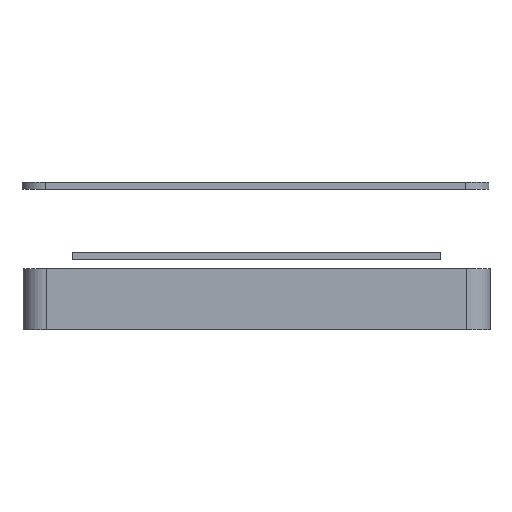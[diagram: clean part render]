
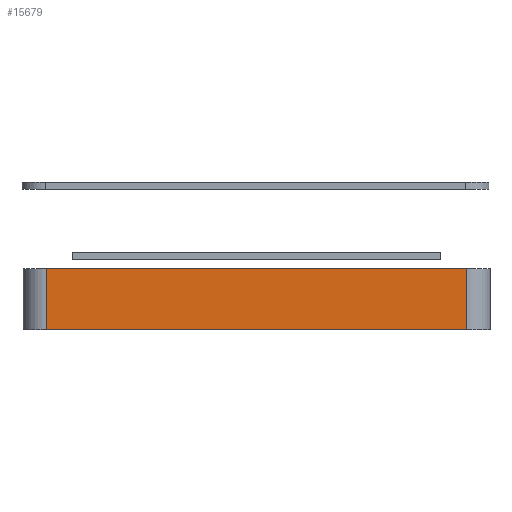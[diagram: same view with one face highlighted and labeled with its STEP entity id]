
A CAD part, front view. The second image highlights one B-rep face of the part: STEP entity #15679.
In plain terms, the highlighted planar face has unit normal (0, -1, 0).
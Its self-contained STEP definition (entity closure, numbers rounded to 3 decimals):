
#1303=FACE_OUTER_BOUND('',#2014,.T.);
#2014=EDGE_LOOP('',(#14309,#14310,#14311,#14312));
#3624=LINE('',#28118,#5317);
#3629=LINE('',#28145,#5322);
#3641=LINE('',#28180,#5334);
#3642=LINE('',#28182,#5335);
#5317=VECTOR('',#19874,10.);
#5322=VECTOR('',#19903,10.);
#5334=VECTOR('',#19931,10.);
#5335=VECTOR('',#19934,10.);
#8103=VERTEX_POINT('',#28115);
#8104=VERTEX_POINT('',#28117);
#8113=VERTEX_POINT('',#28142);
#8114=VERTEX_POINT('',#28144);
#10620=EDGE_CURVE('',#8103,#8104,#3624,.T.);
#10632=EDGE_CURVE('',#8113,#8114,#3629,.T.);
#10650=EDGE_CURVE('',#8104,#8113,#3641,.T.);
#10651=EDGE_CURVE('',#8114,#8103,#3642,.T.);
#14309=ORIENTED_EDGE('',*,*,#10650,.F.);
#14310=ORIENTED_EDGE('',*,*,#10620,.F.);
#14311=ORIENTED_EDGE('',*,*,#10651,.F.);
#14312=ORIENTED_EDGE('',*,*,#10632,.F.);
#15034=PLANE('',#16728);
#15679=ADVANCED_FACE('',(#1303),#15034,.T.);
#16728=AXIS2_PLACEMENT_3D('',#28236,#19994,#19995);
#19874=DIRECTION('',(-1.,0.,0.));
#19903=DIRECTION('',(1.,0.,0.));
#19931=DIRECTION('',(0.,0.,1.));
#19934=DIRECTION('',(0.,0.,-1.));
#19994=DIRECTION('center_axis',(0.,-1.,0.));
#19995=DIRECTION('ref_axis',(1.,0.,0.));
#28115=CARTESIAN_POINT('',(188.5,-129.25,0.));
#28117=CARTESIAN_POINT('',(99.,-129.25,0.));
#28118=CARTESIAN_POINT('',(193.5,-129.25,0.));
#28142=CARTESIAN_POINT('',(99.,-129.25,13.));
#28144=CARTESIAN_POINT('',(188.5,-129.25,13.));
#28145=CARTESIAN_POINT('',(193.5,-129.25,13.));
#28180=CARTESIAN_POINT('',(99.,-129.25,0.));
#28182=CARTESIAN_POINT('',(188.5,-129.25,0.));
#28236=CARTESIAN_POINT('Origin',(94.,-129.25,0.));
